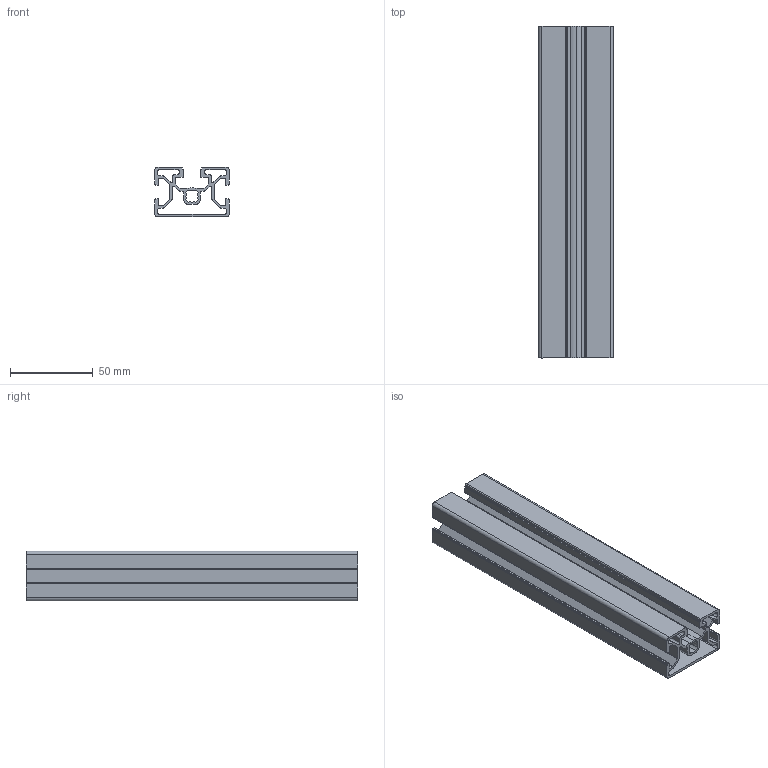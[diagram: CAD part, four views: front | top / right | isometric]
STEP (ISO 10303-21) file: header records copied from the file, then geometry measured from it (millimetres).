
FILE_DESCRIPTION (( 'STEP AP203' ), '1' );
FILE_NAME ('481992430_c_1.STEP', '2022-10-25T02:58:31', ( '' ), ( '' ), 'SwSTEP 2.0', 'SolidWorks 2014', '' );
FILE_SCHEMA (( 'CONFIG_CONTROL_DESIGN' ));
Length unit declared in the file: millimetre
Products named in the file (1): 481992430_c_1
Bounding box: 45 x 200 x 30 mm (x, y, z)
Volume: 79018.7 mm3; surface area: 94856.3 mm2
Topology: 1 solids, 1 shells, 162 faces, 480 edges, 320 vertices
Faces by surface type: plane 85, cylinder 77
Entity records: 5551 total; most frequent: CARTESIAN_POINT 963, ORIENTED_EDGE 960, DIRECTION 960, EDGE_CURVE 480, VECTOR 326, LINE 326, VERTEX_POINT 320, AXIS2_PLACEMENT_3D 317
